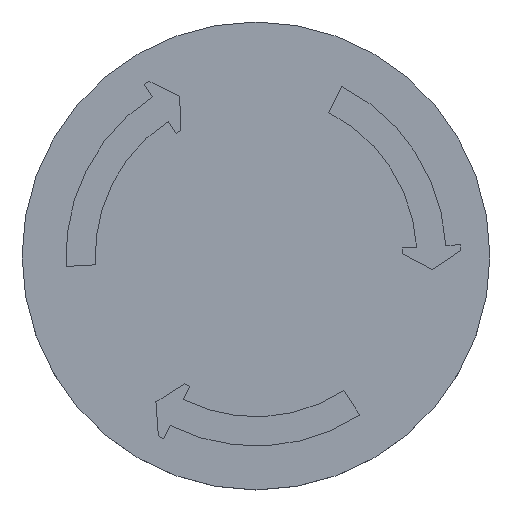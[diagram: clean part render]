
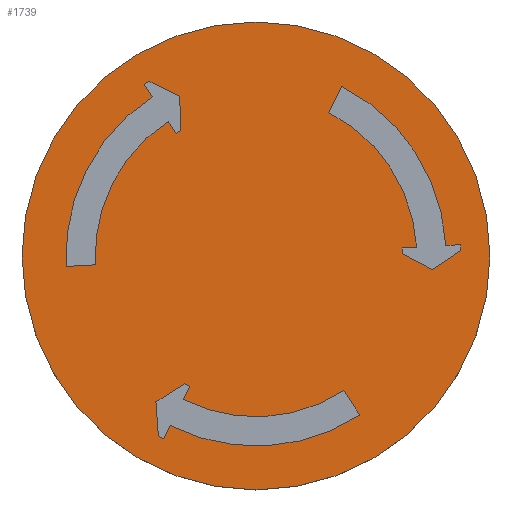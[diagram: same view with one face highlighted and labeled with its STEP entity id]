
A CAD part, top view. The second image highlights one B-rep face of the part: STEP entity #1739.
In plain terms, the highlighted planar face has unit normal (0, 0, 1).
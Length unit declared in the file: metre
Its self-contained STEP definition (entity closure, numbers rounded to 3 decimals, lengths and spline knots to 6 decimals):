
#46=PLANE('',#1899);
#165=LINE('',#2682,#366);
#166=LINE('',#2687,#367);
#167=LINE('',#2691,#368);
#168=LINE('',#2693,#369);
#169=LINE('',#2695,#370);
#170=LINE('',#2697,#371);
#171=LINE('',#2699,#372);
#172=LINE('',#2700,#373);
#173=LINE('',#2705,#374);
#174=LINE('',#2709,#375);
#175=LINE('',#2711,#376);
#176=LINE('',#2713,#377);
#177=LINE('',#2715,#378);
#178=LINE('',#2717,#379);
#179=LINE('',#2718,#380);
#180=LINE('',#2723,#381);
#181=LINE('',#2727,#382);
#182=LINE('',#2729,#383);
#183=LINE('',#2731,#384);
#184=LINE('',#2733,#385);
#185=LINE('',#2735,#386);
#366=VECTOR('',#2173,1.);
#367=VECTOR('',#2176,1.);
#368=VECTOR('',#2179,1.);
#369=VECTOR('',#2180,1.);
#370=VECTOR('',#2181,1.);
#371=VECTOR('',#2182,1.);
#372=VECTOR('',#2183,1.);
#373=VECTOR('',#2184,1.);
#374=VECTOR('',#2187,1.);
#375=VECTOR('',#2190,1.);
#376=VECTOR('',#2191,1.);
#377=VECTOR('',#2192,1.);
#378=VECTOR('',#2193,1.);
#379=VECTOR('',#2194,1.);
#380=VECTOR('',#2195,1.);
#381=VECTOR('',#2198,1.);
#382=VECTOR('',#2201,1.);
#383=VECTOR('',#2202,1.);
#384=VECTOR('',#2203,1.);
#385=VECTOR('',#2204,1.);
#386=VECTOR('',#2205,1.);
#660=ORIENTED_EDGE('',*,*,#1079,.T.);
#661=ORIENTED_EDGE('',*,*,#1080,.T.);
#662=ORIENTED_EDGE('',*,*,#1081,.T.);
#663=ORIENTED_EDGE('',*,*,#1082,.T.);
#664=ORIENTED_EDGE('',*,*,#1083,.F.);
#665=ORIENTED_EDGE('',*,*,#1084,.T.);
#666=ORIENTED_EDGE('',*,*,#1085,.T.);
#667=ORIENTED_EDGE('',*,*,#1086,.T.);
#668=ORIENTED_EDGE('',*,*,#1087,.F.);
#669=ORIENTED_EDGE('',*,*,#1088,.F.);
#670=ORIENTED_EDGE('',*,*,#1089,.T.);
#671=ORIENTED_EDGE('',*,*,#1090,.T.);
#672=ORIENTED_EDGE('',*,*,#1091,.T.);
#673=ORIENTED_EDGE('',*,*,#1092,.F.);
#674=ORIENTED_EDGE('',*,*,#1093,.T.);
#675=ORIENTED_EDGE('',*,*,#1094,.T.);
#676=ORIENTED_EDGE('',*,*,#1095,.T.);
#677=ORIENTED_EDGE('',*,*,#1096,.F.);
#678=ORIENTED_EDGE('',*,*,#1097,.F.);
#679=ORIENTED_EDGE('',*,*,#1098,.T.);
#680=ORIENTED_EDGE('',*,*,#1099,.T.);
#681=ORIENTED_EDGE('',*,*,#1100,.T.);
#682=ORIENTED_EDGE('',*,*,#1101,.F.);
#683=ORIENTED_EDGE('',*,*,#1102,.T.);
#684=ORIENTED_EDGE('',*,*,#1103,.T.);
#685=ORIENTED_EDGE('',*,*,#1104,.T.);
#686=ORIENTED_EDGE('',*,*,#1105,.F.);
#687=ORIENTED_EDGE('',*,*,#1106,.F.);
#1079=EDGE_CURVE('',#1302,#1302,#1429,.T.);
#1080=EDGE_CURVE('',#1303,#1304,#165,.T.);
#1081=EDGE_CURVE('',#1304,#1305,#1430,.T.);
#1082=EDGE_CURVE('',#1305,#1306,#166,.T.);
#1083=EDGE_CURVE('',#1307,#1306,#1431,.T.);
#1084=EDGE_CURVE('',#1307,#1308,#167,.T.);
#1085=EDGE_CURVE('',#1308,#1309,#168,.T.);
#1086=EDGE_CURVE('',#1309,#1310,#169,.T.);
#1087=EDGE_CURVE('',#1311,#1310,#170,.T.);
#1088=EDGE_CURVE('',#1303,#1311,#171,.T.);
#1089=EDGE_CURVE('',#1312,#1313,#172,.T.);
#1090=EDGE_CURVE('',#1313,#1314,#1432,.T.);
#1091=EDGE_CURVE('',#1314,#1315,#173,.T.);
#1092=EDGE_CURVE('',#1316,#1315,#1433,.T.);
#1093=EDGE_CURVE('',#1316,#1317,#174,.T.);
#1094=EDGE_CURVE('',#1317,#1318,#175,.T.);
#1095=EDGE_CURVE('',#1318,#1319,#176,.T.);
#1096=EDGE_CURVE('',#1320,#1319,#177,.T.);
#1097=EDGE_CURVE('',#1312,#1320,#178,.T.);
#1098=EDGE_CURVE('',#1321,#1322,#179,.T.);
#1099=EDGE_CURVE('',#1322,#1323,#1434,.T.);
#1100=EDGE_CURVE('',#1323,#1324,#180,.T.);
#1101=EDGE_CURVE('',#1325,#1324,#1435,.T.);
#1102=EDGE_CURVE('',#1325,#1326,#181,.T.);
#1103=EDGE_CURVE('',#1326,#1327,#182,.T.);
#1104=EDGE_CURVE('',#1327,#1328,#183,.T.);
#1105=EDGE_CURVE('',#1329,#1328,#184,.T.);
#1106=EDGE_CURVE('',#1321,#1329,#185,.T.);
#1302=VERTEX_POINT('',#2681);
#1303=VERTEX_POINT('',#2683);
#1304=VERTEX_POINT('',#2684);
#1305=VERTEX_POINT('',#2686);
#1306=VERTEX_POINT('',#2688);
#1307=VERTEX_POINT('',#2690);
#1308=VERTEX_POINT('',#2692);
#1309=VERTEX_POINT('',#2694);
#1310=VERTEX_POINT('',#2696);
#1311=VERTEX_POINT('',#2698);
#1312=VERTEX_POINT('',#2701);
#1313=VERTEX_POINT('',#2702);
#1314=VERTEX_POINT('',#2704);
#1315=VERTEX_POINT('',#2706);
#1316=VERTEX_POINT('',#2708);
#1317=VERTEX_POINT('',#2710);
#1318=VERTEX_POINT('',#2712);
#1319=VERTEX_POINT('',#2714);
#1320=VERTEX_POINT('',#2716);
#1321=VERTEX_POINT('',#2719);
#1322=VERTEX_POINT('',#2720);
#1323=VERTEX_POINT('',#2722);
#1324=VERTEX_POINT('',#2724);
#1325=VERTEX_POINT('',#2726);
#1326=VERTEX_POINT('',#2728);
#1327=VERTEX_POINT('',#2730);
#1328=VERTEX_POINT('',#2732);
#1329=VERTEX_POINT('',#2734);
#1429=CIRCLE('',#1900,0.04);
#1430=CIRCLE('',#1901,0.0275);
#1431=CIRCLE('',#1902,0.0325);
#1432=CIRCLE('',#1903,0.0275);
#1433=CIRCLE('',#1904,0.0325);
#1434=CIRCLE('',#1905,0.0275);
#1435=CIRCLE('',#1906,0.0325);
#1499=EDGE_LOOP('',(#660));
#1500=EDGE_LOOP('',(#661,#662,#663,#664,#665,#666,#667,#668,#669));
#1501=EDGE_LOOP('',(#670,#671,#672,#673,#674,#675,#676,#677,#678));
#1502=EDGE_LOOP('',(#679,#680,#681,#682,#683,#684,#685,#686,#687));
#1608=FACE_BOUND('',#1499,.T.);
#1609=FACE_BOUND('',#1500,.T.);
#1610=FACE_BOUND('',#1501,.T.);
#1611=FACE_BOUND('',#1502,.T.);
#1739=ADVANCED_FACE('',(#1608,#1609,#1610,#1611),#46,.T.);
#1899=AXIS2_PLACEMENT_3D('',#2679,#2169,#2170);
#1900=AXIS2_PLACEMENT_3D('',#2680,#2171,#2172);
#1901=AXIS2_PLACEMENT_3D('',#2685,#2174,#2175);
#1902=AXIS2_PLACEMENT_3D('',#2689,#2177,#2178);
#1903=AXIS2_PLACEMENT_3D('',#2703,#2185,#2186);
#1904=AXIS2_PLACEMENT_3D('',#2707,#2188,#2189);
#1905=AXIS2_PLACEMENT_3D('',#2721,#2196,#2197);
#1906=AXIS2_PLACEMENT_3D('',#2725,#2199,#2200);
#2169=DIRECTION('',(0.,0.,1.));
#2170=DIRECTION('',(1.,0.,0.));
#2171=DIRECTION('',(0.,0.,1.));
#2172=DIRECTION('',(1.,0.,0.));
#2173=DIRECTION('',(0.998,0.055,0.));
#2174=DIRECTION('',(0.,0.,1.));
#2175=DIRECTION('',(1.,0.,0.));
#2176=DIRECTION('',(0.452,0.892,0.));
#2177=DIRECTION('',(0.,0.,1.));
#2178=DIRECTION('',(1.,0.,0.));
#2179=DIRECTION('',(0.998,0.055,0.));
#2180=DIRECTION('',(0.055,-0.998,0.));
#2181=DIRECTION('',(-0.828,-0.561,0.));
#2182=DIRECTION('',(0.884,-0.467,0.));
#2183=DIRECTION('',(0.055,-0.998,0.));
#2184=DIRECTION('',(-0.452,-0.892,0.));
#2185=DIRECTION('',(0.,0.,1.));
#2186=DIRECTION('',(-0.5,-0.866,0.));
#2187=DIRECTION('',(0.547,-0.837,0.));
#2188=DIRECTION('',(0.,0.,1.));
#2189=DIRECTION('',(-0.5,-0.866,0.));
#2190=DIRECTION('',(-0.452,-0.892,0.));
#2191=DIRECTION('',(-0.892,0.452,0.));
#2192=DIRECTION('',(-0.072,0.997,0.));
#2193=DIRECTION('',(-0.846,-0.533,0.));
#2194=DIRECTION('',(-0.892,0.452,0.));
#2195=DIRECTION('',(-0.547,0.837,0.));
#2196=DIRECTION('',(0.,0.,1.));
#2197=DIRECTION('',(-0.5,0.866,0.));
#2198=DIRECTION('',(-0.998,-0.055,0.));
#2199=DIRECTION('',(0.,0.,1.));
#2200=DIRECTION('',(-0.5,0.866,0.));
#2201=DIRECTION('',(-0.547,0.837,0.));
#2202=DIRECTION('',(0.837,0.547,0.));
#2203=DIRECTION('',(0.9,-0.437,0.));
#2204=DIRECTION('',(-0.038,0.999,0.));
#2205=DIRECTION('',(0.837,0.547,0.));
#2679=CARTESIAN_POINT('',(0.,0.,0.0325));
#2680=CARTESIAN_POINT('',(0.,0.,0.0325));
#2681=CARTESIAN_POINT('',(0.04,0.,0.0325));
#2682=CARTESIAN_POINT('',(0.02621,0.001443,0.0325));
#2683=CARTESIAN_POINT('',(0.024962,0.001374,0.0325));
#2684=CARTESIAN_POINT('',(0.027458,0.001512,0.0325));
#2685=CARTESIAN_POINT('',(0.,0.,0.0325));
#2686=CARTESIAN_POINT('',(0.01242,0.024536,0.0325));
#2687=CARTESIAN_POINT('',(0.013549,0.026766,0.0325));
#2688=CARTESIAN_POINT('',(0.014678,0.028997,0.0325));
#2689=CARTESIAN_POINT('',(0.,0.,0.0325));
#2690=CARTESIAN_POINT('',(0.032451,0.001787,0.0325));
#2691=CARTESIAN_POINT('',(0.033699,0.001855,0.0325));
#2692=CARTESIAN_POINT('',(0.034947,0.001924,0.0325));
#2693=CARTESIAN_POINT('',(0.034975,0.001425,0.0325));
#2694=CARTESIAN_POINT('',(0.035002,0.000925,0.0325));
#2695=CARTESIAN_POINT('',(0.032588,-0.00071,0.0325));
#2696=CARTESIAN_POINT('',(0.030175,-0.002345,0.0325));
#2697=CARTESIAN_POINT('',(0.027596,-0.000985,0.0325));
#2698=CARTESIAN_POINT('',(0.025017,0.000376,0.0325));
#2699=CARTESIAN_POINT('',(0.02499,0.000875,0.0325));
#2700=CARTESIAN_POINT('',(-0.011856,-0.02342,0.0325));
#2701=CARTESIAN_POINT('',(-0.011291,-0.022305,0.0325));
#2702=CARTESIAN_POINT('',(-0.01242,-0.024536,0.0325));
#2703=CARTESIAN_POINT('',(0.,0.,0.0325));
#2704=CARTESIAN_POINT('',(0.015038,-0.023024,0.0325));
#2705=CARTESIAN_POINT('',(0.016405,-0.025117,0.0325));
#2706=CARTESIAN_POINT('',(0.017773,-0.02721,0.0325));
#2707=CARTESIAN_POINT('',(0.,0.,0.0325));
#2708=CARTESIAN_POINT('',(-0.014678,-0.028997,0.0325));
#2709=CARTESIAN_POINT('',(-0.015243,-0.030112,0.0325));
#2710=CARTESIAN_POINT('',(-0.015807,-0.031227,0.0325));
#2711=CARTESIAN_POINT('',(-0.016253,-0.031001,0.0325));
#2712=CARTESIAN_POINT('',(-0.0167,-0.030775,0.0325));
#2713=CARTESIAN_POINT('',(-0.016909,-0.027867,0.0325));
#2714=CARTESIAN_POINT('',(-0.017118,-0.024959,0.0325));
#2715=CARTESIAN_POINT('',(-0.014651,-0.023406,0.0325));
#2716=CARTESIAN_POINT('',(-0.012183,-0.021853,0.0325));
#2717=CARTESIAN_POINT('',(-0.011737,-0.022079,0.0325));
#2718=CARTESIAN_POINT('',(-0.014355,0.021977,0.0325));
#2719=CARTESIAN_POINT('',(-0.013671,0.020931,0.0325));
#2720=CARTESIAN_POINT('',(-0.015038,0.023024,0.0325));
#2721=CARTESIAN_POINT('',(0.,0.,0.0325));
#2722=CARTESIAN_POINT('',(-0.027458,-0.001512,0.0325));
#2723=CARTESIAN_POINT('',(-0.029955,-0.001649,0.0325));
#2724=CARTESIAN_POINT('',(-0.032451,-0.001787,0.0325));
#2725=CARTESIAN_POINT('',(0.,0.,0.0325));
#2726=CARTESIAN_POINT('',(-0.017773,0.02721,0.0325));
#2727=CARTESIAN_POINT('',(-0.018456,0.028257,0.0325));
#2728=CARTESIAN_POINT('',(-0.01914,0.029303,0.0325));
#2729=CARTESIAN_POINT('',(-0.018721,0.029577,0.0325));
#2730=CARTESIAN_POINT('',(-0.018302,0.02985,0.0325));
#2731=CARTESIAN_POINT('',(-0.01568,0.028577,0.0325));
#2732=CARTESIAN_POINT('',(-0.013057,0.027304,0.0325));
#2733=CARTESIAN_POINT('',(-0.012945,0.024391,0.0325));
#2734=CARTESIAN_POINT('',(-0.012834,0.021478,0.0325));
#2735=CARTESIAN_POINT('',(-0.013253,0.021204,0.0325));
